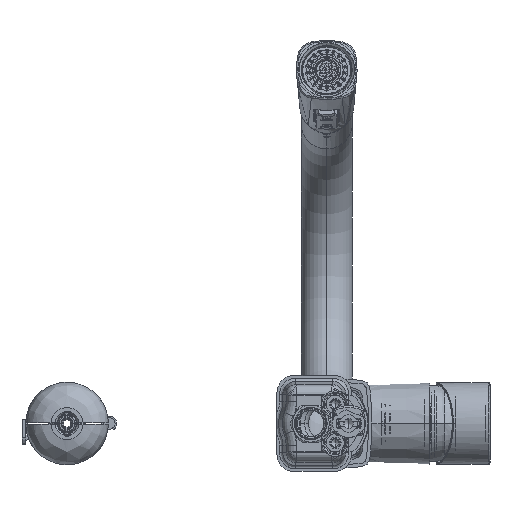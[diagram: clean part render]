
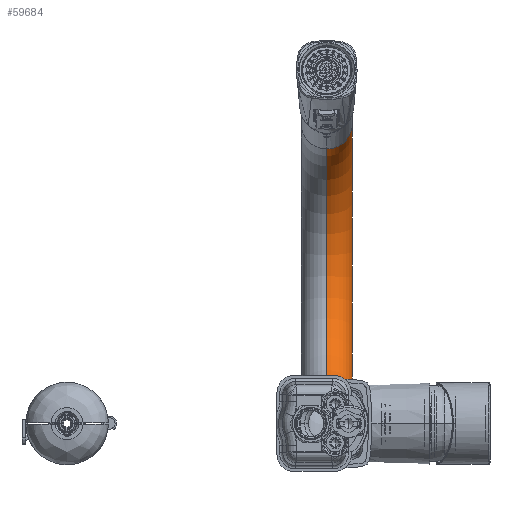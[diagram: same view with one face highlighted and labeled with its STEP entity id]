
A CAD part, front view. The second image highlights one B-rep face of the part: STEP entity #59684.
In plain terms, the highlighted toroidal (fillet/blend) face has major radius 90 mm and minor radius 15 mm.
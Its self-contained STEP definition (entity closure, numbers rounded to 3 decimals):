
#58798=CARTESIAN_POINT('',(-177.327,209.473,0.));
#58799=DIRECTION('',(-0.242,-0.97,0.));
#58800=DIRECTION('',(0.97,-0.242,0.));
#58801=AXIS2_PLACEMENT_3D('',#58798,#58799,#58800);
#59206=CARTESIAN_POINT('',(0.,187.7,0.));
#59207=DIRECTION('',(0.,1.,0.));
#59208=DIRECTION('',(-1.,0.,0.));
#59209=AXIS2_PLACEMENT_3D('',#59206,#59207,#59208);
#59211=CARTESIAN_POINT('',(-90.,187.7,0.));
#59212=DIRECTION('',(0.,0.,1.));
#59213=DIRECTION('',(1.,0.,0.));
#59214=AXIS2_PLACEMENT_3D('',#59211,#59212,#59213);
#59221=CARTESIAN_POINT('',(-90.,187.7,0.));
#59222=DIRECTION('',(0.,0.,1.));
#59223=DIRECTION('',(1.,0.,0.));
#59224=AXIS2_PLACEMENT_3D('',#59221,#59222,#59223);
#59255=CARTESIAN_POINT('',(-15.,187.7,0.));
#59256=CARTESIAN_POINT('',(15.,187.7,0.));
#59257=VERTEX_POINT('',#59255);
#59258=VERTEX_POINT('',#59256);
#59263=CARTESIAN_POINT('',(-162.772,205.844,0.));
#59264=CARTESIAN_POINT('',(-191.881,213.102,0.));
#59265=VERTEX_POINT('',#59263);
#59266=VERTEX_POINT('',#59264);
#59671=CARTESIAN_POINT('',(-90.,187.7,0.));
#59672=DIRECTION('',(0.,0.,1.));
#59673=DIRECTION('',(-1.,0.,0.));
#59674=AXIS2_PLACEMENT_3D('',#59671,#59672,#59673);
#59675=TOROIDAL_SURFACE('',#59674,90.,15.);
#59676=ORIENTED_EDGE('',*,*,#59665,.F.);
#59678=ORIENTED_EDGE('',*,*,#59677,.T.);
#59679=ORIENTED_EDGE('',*,*,#59458,.T.);
#59681=ORIENTED_EDGE('',*,*,#59680,.F.);
#59682=EDGE_LOOP('',(#59676,#59678,#59679,#59681));
#59683=FACE_OUTER_BOUND('',#59682,.F.);
#59684=ADVANCED_FACE('',(#59683),#59675,.T.);
#58802=CIRCLE('',#58801,15.);
#59210=CIRCLE('',#59209,15.);
#59215=CIRCLE('',#59214,75.);
#59225=CIRCLE('',#59224,105.);
#59458=EDGE_CURVE('',#59265,#59266,#58802,.T.);
#59665=EDGE_CURVE('',#59257,#59258,#59210,.T.);
#59677=EDGE_CURVE('',#59257,#59265,#59215,.T.);
#59680=EDGE_CURVE('',#59258,#59266,#59225,.T.);
